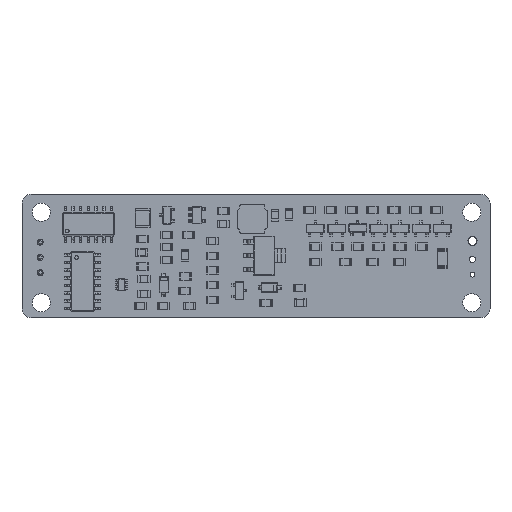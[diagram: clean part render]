
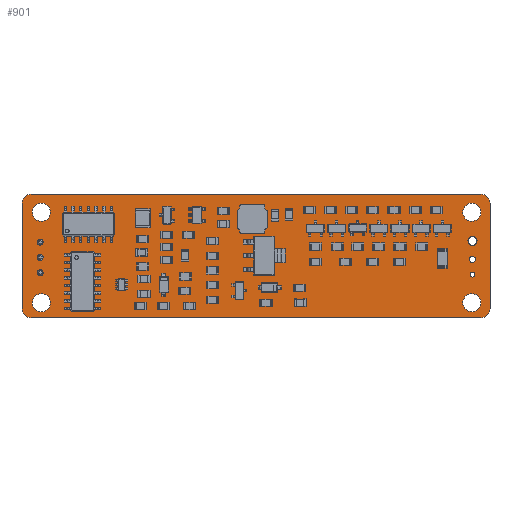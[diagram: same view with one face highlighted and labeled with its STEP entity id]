
A CAD part, top view. The second image highlights one B-rep face of the part: STEP entity #901.
In plain terms, the highlighted planar face has unit normal (0, 0, 1).
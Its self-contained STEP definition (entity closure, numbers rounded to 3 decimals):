
#320 = VERTEX_POINT('',#321);
#321 = CARTESIAN_POINT('',(168.,-58.511,0.));
#338 = VERTEX_POINT('',#339);
#339 = CARTESIAN_POINT('',(168.,-76.,0.));
#345 = EDGE_CURVE('',#320,#338,#346,.T.);
#346 = LINE('',#347,#348);
#347 = CARTESIAN_POINT('',(168.,-58.511,0.));
#348 = VECTOR('',#349,1.);
#349 = DIRECTION('',(0.,-1.,0.));
#370 = VERTEX_POINT('',#371);
#371 = CARTESIAN_POINT('',(166.5,-57.011,0.));
#377 = EDGE_CURVE('',#320,#370,#378,.T.);
#378 = CIRCLE('',#379,1.5);
#379 = AXIS2_PLACEMENT_3D('',#380,#381,#382);
#380 = CARTESIAN_POINT('',(166.5,-58.511,0.));
#381 = DIRECTION('',(0.,0.,1.));
#382 = DIRECTION('',(1.,0.,0.));
#393 = VERTEX_POINT('',#394);
#394 = CARTESIAN_POINT('',(166.5,-77.5,0.));
#410 = EDGE_CURVE('',#393,#338,#411,.T.);
#411 = CIRCLE('',#412,1.5);
#412 = AXIS2_PLACEMENT_3D('',#413,#414,#415);
#413 = CARTESIAN_POINT('',(166.5,-76.,0.));
#414 = DIRECTION('',(0.,0.,1.));
#415 = DIRECTION('',(1.,0.,0.));
#426 = VERTEX_POINT('',#427);
#427 = CARTESIAN_POINT('',(92.,-57.011,0.));
#442 = EDGE_CURVE('',#426,#370,#443,.T.);
#443 = LINE('',#444,#445);
#444 = CARTESIAN_POINT('',(92.,-57.011,0.));
#445 = VECTOR('',#446,1.);
#446 = DIRECTION('',(1.,0.,0.));
#466 = VERTEX_POINT('',#467);
#467 = CARTESIAN_POINT('',(92.,-77.5,0.));
#473 = EDGE_CURVE('',#393,#466,#474,.T.);
#474 = LINE('',#475,#476);
#475 = CARTESIAN_POINT('',(166.5,-77.5,0.));
#476 = VECTOR('',#477,1.);
#477 = DIRECTION('',(-1.,0.,0.));
#498 = VERTEX_POINT('',#499);
#499 = CARTESIAN_POINT('',(90.5,-58.511,0.));
#505 = EDGE_CURVE('',#426,#498,#506,.T.);
#506 = CIRCLE('',#507,1.5);
#507 = AXIS2_PLACEMENT_3D('',#508,#509,#510);
#508 = CARTESIAN_POINT('',(92.,-58.511,0.));
#509 = DIRECTION('',(0.,0.,1.));
#510 = DIRECTION('',(1.,0.,0.));
#521 = VERTEX_POINT('',#522);
#522 = CARTESIAN_POINT('',(90.5,-76.,0.));
#538 = EDGE_CURVE('',#521,#466,#539,.T.);
#539 = CIRCLE('',#540,1.5);
#540 = AXIS2_PLACEMENT_3D('',#541,#542,#543);
#541 = CARTESIAN_POINT('',(92.,-76.,0.));
#542 = DIRECTION('',(0.,0.,1.));
#543 = DIRECTION('',(1.,0.,0.));
#561 = EDGE_CURVE('',#521,#498,#562,.T.);
#562 = LINE('',#563,#564);
#563 = CARTESIAN_POINT('',(90.5,-76.,0.));
#564 = VECTOR('',#565,1.);
#565 = DIRECTION('',(0.,1.,0.));
#576 = VERTEX_POINT('',#577);
#577 = CARTESIAN_POINT('',(166.5,-75.,0.));
#593 = EDGE_CURVE('',#576,#576,#594,.T.);
#594 = CIRCLE('',#595,1.5);
#595 = AXIS2_PLACEMENT_3D('',#596,#597,#598);
#596 = CARTESIAN_POINT('',(165.,-75.,0.));
#597 = DIRECTION('',(0.,0.,1.));
#598 = DIRECTION('',(1.,0.,0.));
#609 = VERTEX_POINT('',#610);
#610 = CARTESIAN_POINT('',(165.5,-70.358,0.));
#626 = EDGE_CURVE('',#609,#609,#627,.T.);
#627 = CIRCLE('',#628,0.4);
#628 = AXIS2_PLACEMENT_3D('',#629,#630,#631);
#629 = CARTESIAN_POINT('',(165.1,-70.358,0.));
#630 = DIRECTION('',(0.,0.,1.));
#631 = DIRECTION('',(1.,0.,-0.));
#642 = VERTEX_POINT('',#643);
#643 = CARTESIAN_POINT('',(165.6,-67.818,0.));
#659 = EDGE_CURVE('',#642,#642,#660,.T.);
#660 = CIRCLE('',#661,0.5);
#661 = AXIS2_PLACEMENT_3D('',#662,#663,#664);
#662 = CARTESIAN_POINT('',(165.1,-67.818,0.));
#663 = DIRECTION('',(0.,0.,1.));
#664 = DIRECTION('',(1.,0.,-0.));
#675 = VERTEX_POINT('',#676);
#676 = CARTESIAN_POINT('',(95.2,-75.,0.));
#692 = EDGE_CURVE('',#675,#675,#693,.T.);
#693 = CIRCLE('',#694,1.5);
#694 = AXIS2_PLACEMENT_3D('',#695,#696,#697);
#695 = CARTESIAN_POINT('',(93.7,-75.,0.));
#696 = DIRECTION('',(0.,0.,1.));
#697 = DIRECTION('',(1.,0.,0.));
#708 = VERTEX_POINT('',#709);
#709 = CARTESIAN_POINT('',(94.,-70.04,0.));
#725 = EDGE_CURVE('',#708,#708,#726,.T.);
#726 = CIRCLE('',#727,0.5);
#727 = AXIS2_PLACEMENT_3D('',#728,#729,#730);
#728 = CARTESIAN_POINT('',(93.5,-70.04,0.));
#729 = DIRECTION('',(0.,0.,1.));
#730 = DIRECTION('',(1.,0.,-0.));
#741 = VERTEX_POINT('',#742);
#742 = CARTESIAN_POINT('',(165.851,-64.77,0.));
#758 = EDGE_CURVE('',#741,#741,#759,.T.);
#759 = CIRCLE('',#760,0.751);
#760 = AXIS2_PLACEMENT_3D('',#761,#762,#763);
#761 = CARTESIAN_POINT('',(165.1,-64.77,0.));
#762 = DIRECTION('',(0.,0.,1.));
#763 = DIRECTION('',(1.,0.,-0.));
#774 = VERTEX_POINT('',#775);
#775 = CARTESIAN_POINT('',(166.5,-60.,0.));
#791 = EDGE_CURVE('',#774,#774,#792,.T.);
#792 = CIRCLE('',#793,1.5);
#793 = AXIS2_PLACEMENT_3D('',#794,#795,#796);
#794 = CARTESIAN_POINT('',(165.,-60.,0.));
#795 = DIRECTION('',(0.,0.,1.));
#796 = DIRECTION('',(1.,0.,0.));
#807 = VERTEX_POINT('',#808);
#808 = CARTESIAN_POINT('',(94.,-67.5,0.));
#824 = EDGE_CURVE('',#807,#807,#825,.T.);
#825 = CIRCLE('',#826,0.5);
#826 = AXIS2_PLACEMENT_3D('',#827,#828,#829);
#827 = CARTESIAN_POINT('',(93.5,-67.5,0.));
#828 = DIRECTION('',(0.,0.,1.));
#829 = DIRECTION('',(1.,0.,-0.));
#840 = VERTEX_POINT('',#841);
#841 = CARTESIAN_POINT('',(94.,-64.96,0.));
#857 = EDGE_CURVE('',#840,#840,#858,.T.);
#858 = CIRCLE('',#859,0.5);
#859 = AXIS2_PLACEMENT_3D('',#860,#861,#862);
#860 = CARTESIAN_POINT('',(93.5,-64.96,0.));
#861 = DIRECTION('',(0.,0.,1.));
#862 = DIRECTION('',(1.,0.,-0.));
#873 = VERTEX_POINT('',#874);
#874 = CARTESIAN_POINT('',(95.2,-60.,0.));
#890 = EDGE_CURVE('',#873,#873,#891,.T.);
#891 = CIRCLE('',#892,1.5);
#892 = AXIS2_PLACEMENT_3D('',#893,#894,#895);
#893 = CARTESIAN_POINT('',(93.7,-60.,0.));
#894 = DIRECTION('',(0.,0.,1.));
#895 = DIRECTION('',(1.,0.,0.));
#901 = ADVANCED_FACE('',(#902,#912,#915,#918,#921,#924,#927,#930,#933,
    #936,#939),#942,.F.);
#902 = FACE_BOUND('',#903,.F.);
#903 = EDGE_LOOP('',(#904,#905,#906,#907,#908,#909,#910,#911));
#904 = ORIENTED_EDGE('',*,*,#345,.T.);
#905 = ORIENTED_EDGE('',*,*,#410,.F.);
#906 = ORIENTED_EDGE('',*,*,#473,.T.);
#907 = ORIENTED_EDGE('',*,*,#538,.F.);
#908 = ORIENTED_EDGE('',*,*,#561,.T.);
#909 = ORIENTED_EDGE('',*,*,#505,.F.);
#910 = ORIENTED_EDGE('',*,*,#442,.T.);
#911 = ORIENTED_EDGE('',*,*,#377,.F.);
#912 = FACE_BOUND('',#913,.F.);
#913 = EDGE_LOOP('',(#914));
#914 = ORIENTED_EDGE('',*,*,#593,.T.);
#915 = FACE_BOUND('',#916,.F.);
#916 = EDGE_LOOP('',(#917));
#917 = ORIENTED_EDGE('',*,*,#626,.T.);
#918 = FACE_BOUND('',#919,.F.);
#919 = EDGE_LOOP('',(#920));
#920 = ORIENTED_EDGE('',*,*,#659,.T.);
#921 = FACE_BOUND('',#922,.F.);
#922 = EDGE_LOOP('',(#923));
#923 = ORIENTED_EDGE('',*,*,#692,.T.);
#924 = FACE_BOUND('',#925,.F.);
#925 = EDGE_LOOP('',(#926));
#926 = ORIENTED_EDGE('',*,*,#725,.T.);
#927 = FACE_BOUND('',#928,.F.);
#928 = EDGE_LOOP('',(#929));
#929 = ORIENTED_EDGE('',*,*,#758,.T.);
#930 = FACE_BOUND('',#931,.F.);
#931 = EDGE_LOOP('',(#932));
#932 = ORIENTED_EDGE('',*,*,#791,.T.);
#933 = FACE_BOUND('',#934,.F.);
#934 = EDGE_LOOP('',(#935));
#935 = ORIENTED_EDGE('',*,*,#824,.T.);
#936 = FACE_BOUND('',#937,.F.);
#937 = EDGE_LOOP('',(#938));
#938 = ORIENTED_EDGE('',*,*,#857,.T.);
#939 = FACE_BOUND('',#940,.F.);
#940 = EDGE_LOOP('',(#941));
#941 = ORIENTED_EDGE('',*,*,#890,.T.);
#942 = PLANE('',#943);
#943 = AXIS2_PLACEMENT_3D('',#944,#945,#946);
#944 = CARTESIAN_POINT('',(129.25,-67.255,0.));
#945 = DIRECTION('',(-0.,-0.,-1.));
#946 = DIRECTION('',(-1.,0.,0.));
